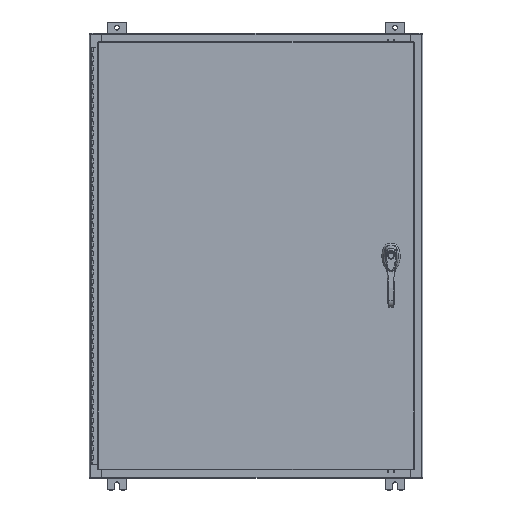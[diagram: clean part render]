
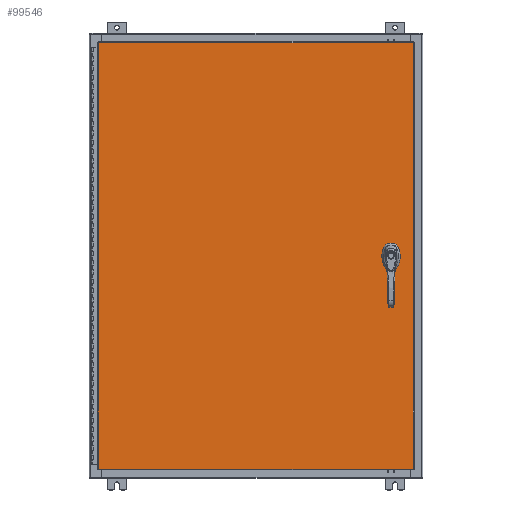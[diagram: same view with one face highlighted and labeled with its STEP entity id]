
A CAD part, top view. The second image highlights one B-rep face of the part: STEP entity #99546.
In plain terms, the highlighted planar face has unit normal (0, 0, 1).
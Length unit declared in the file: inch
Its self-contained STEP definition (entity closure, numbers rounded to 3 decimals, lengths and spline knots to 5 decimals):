
#883 = EDGE_CURVE ( 'NONE', #61155, #41521, #65372, .T. ) ;
#2869 = DIRECTION ( 'NONE',  ( -1., 0., 0. ) ) ;
#3921 = VERTEX_POINT ( 'NONE', #80426 ) ;
#5293 = CARTESIAN_POINT ( 'NONE',  ( 14.77823, -0.403, 0. ) ) ;
#6155 = FACE_BOUND ( 'NONE', #63723, .T. ) ;
#6734 = DIRECTION ( 'NONE',  ( 0., 0., 1. ) ) ;
#6922 = EDGE_LOOP ( 'NONE', ( #128826, #97707, #24262, #122071, #64712, #117087, #12857, #109607 ) ) ;
#7640 = DIRECTION ( 'NONE',  ( 1., 0., 0. ) ) ;
#8318 = DIRECTION ( 'NONE',  ( 1., 0., 0. ) ) ;
#10211 = CARTESIAN_POINT ( 'NONE',  ( 14.77823, 0.403, 0. ) ) ;
#10338 = DIRECTION ( 'NONE',  ( 1., 0., 0. ) ) ;
#10819 = LINE ( 'NONE', #11911, #90410 ) ;
#11876 = EDGE_CURVE ( 'NONE', #41132, #124020, #103745, .T. ) ;
#11911 = CARTESIAN_POINT ( 'NONE',  ( 0., 0.403, 0. ) ) ;
#12195 = VERTEX_POINT ( 'NONE', #106895 ) ;
#12362 = DIRECTION ( 'NONE',  ( 1., 0., 0. ) ) ;
#12857 = ORIENTED_EDGE ( 'NONE', *, *, #62783, .F. ) ;
#14398 = AXIS2_PLACEMENT_3D ( 'NONE', #134579, #72496, #10338 ) ;
#14905 = EDGE_CURVE ( 'NONE', #116384, #95105, #67609, .T. ) ;
#16843 = ORIENTED_EDGE ( 'NONE', *, *, #131695, .T. ) ;
#17893 = VECTOR ( 'NONE', #21759, 39.37008 ) ;
#18120 = VECTOR ( 'NONE', #130661, 39.37008 ) ;
#19924 = AXIS2_PLACEMENT_3D ( 'NONE', #34948, #107517, #45446 ) ;
#20550 = CARTESIAN_POINT ( 'NONE',  ( 14.981, -0.20023, 0. ) ) ;
#21378 = CIRCLE ( 'NONE', #80277, 0.45 ) ;
#21759 = DIRECTION ( 'NONE',  ( 0., -1., 0. ) ) ;
#22382 = DIRECTION ( 'NONE',  ( -1., 0., 0. ) ) ;
#23394 = EDGE_CURVE ( 'NONE', #95105, #65739, #69519, .T. ) ;
#24262 = ORIENTED_EDGE ( 'NONE', *, *, #99492, .F. ) ;
#26230 = CARTESIAN_POINT ( 'NONE',  ( 14.981, 0.20023, 0. ) ) ;
#30557 = VERTEX_POINT ( 'NONE', #5293 ) ;
#34948 = CARTESIAN_POINT ( 'NONE',  ( 14.578, -1.338, 0. ) ) ;
#37017 = FACE_OUTER_BOUND ( 'NONE', #50247, .T. ) ;
#37639 = EDGE_CURVE ( 'NONE', #30557, #124020, #121395, .T. ) ;
#37789 = VECTOR ( 'NONE', #84915, 39.37008 ) ;
#38377 = CARTESIAN_POINT ( 'NONE',  ( 14.578, 0., 0. ) ) ;
#39050 = DIRECTION ( 'NONE',  ( 0., -1., 0. ) ) ;
#41132 = VERTEX_POINT ( 'NONE', #26230 ) ;
#41325 = EDGE_CURVE ( 'NONE', #41132, #113285, #49259, .T. ) ;
#41521 = VERTEX_POINT ( 'NONE', #51611 ) ;
#44129 = PLANE ( 'NONE',  #45456 ) ;
#44853 = CARTESIAN_POINT ( 'NONE',  ( 16.9903, 23.0063, 0. ) ) ;
#45446 = DIRECTION ( 'NONE',  ( 1., 0., 0. ) ) ;
#45456 = AXIS2_PLACEMENT_3D ( 'NONE', #106221, #64999, #2869 ) ;
#46296 = CARTESIAN_POINT ( 'NONE',  ( -16.9903, -23.0063, 0. ) ) ;
#48836 = DIRECTION ( 'NONE',  ( 1., 0., 0. ) ) ;
#49259 = CIRCLE ( 'NONE', #71018, 0.45 ) ;
#50247 = EDGE_LOOP ( 'NONE', ( #120468, #115023, #75147, #16843 ) ) ;
#51611 = CARTESIAN_POINT ( 'NONE',  ( 16.9903, -23.0063, 0. ) ) ;
#55957 = CARTESIAN_POINT ( 'NONE',  ( 14.175, 0., 0. ) ) ;
#60561 = VERTEX_POINT ( 'NONE', #111290 ) ;
#61155 = VERTEX_POINT ( 'NONE', #66492 ) ;
#61416 = VECTOR ( 'NONE', #12362, 39.37008 ) ;
#62783 = EDGE_CURVE ( 'NONE', #113285, #116384, #10819, .T. ) ;
#63723 = EDGE_LOOP ( 'NONE', ( #102970, #125118 ) ) ;
#64332 = CARTESIAN_POINT ( 'NONE',  ( 14.175, -0.20023, 0. ) ) ;
#64712 = ORIENTED_EDGE ( 'NONE', *, *, #23394, .F. ) ;
#64999 = DIRECTION ( 'NONE',  ( 0., 0., -1. ) ) ;
#65372 = LINE ( 'NONE', #46296, #37789 ) ;
#65739 = VERTEX_POINT ( 'NONE', #64332 ) ;
#66492 = CARTESIAN_POINT ( 'NONE',  ( -16.9903, -23.0063, 0. ) ) ;
#66589 = CARTESIAN_POINT ( 'NONE',  ( 14.37777, -0.403, 0. ) ) ;
#66675 = VERTEX_POINT ( 'NONE', #44853 ) ;
#67609 = CIRCLE ( 'NONE', #94659, 0.45 ) ;
#68902 = CARTESIAN_POINT ( 'NONE',  ( 14.578, 0., 0. ) ) ;
#69519 = LINE ( 'NONE', #55957, #118119 ) ;
#69806 = DIRECTION ( 'NONE',  ( 0., 0., 1. ) ) ;
#70465 = CIRCLE ( 'NONE', #120789, 0.1715 ) ;
#70471 = DIRECTION ( 'NONE',  ( 0., 0., 1. ) ) ;
#71018 = AXIS2_PLACEMENT_3D ( 'NONE', #131864, #69806, #7640 ) ;
#71898 = EDGE_CURVE ( 'NONE', #12195, #3921, #113427, .T. ) ;
#72496 = DIRECTION ( 'NONE',  ( 0., 0., 1. ) ) ;
#72698 = VERTEX_POINT ( 'NONE', #66589 ) ;
#73670 = EDGE_CURVE ( 'NONE', #3921, #12195, #70465, .T. ) ;
#74549 = CARTESIAN_POINT ( 'NONE',  ( 0., -0.403, 0. ) ) ;
#75147 = ORIENTED_EDGE ( 'NONE', *, *, #133782, .T. ) ;
#76193 = VECTOR ( 'NONE', #39050, 39.37008 ) ;
#76548 = LINE ( 'NONE', #79041, #18120 ) ;
#79041 = CARTESIAN_POINT ( 'NONE',  ( 16.9903, -23.0063, 0. ) ) ;
#79347 = DIRECTION ( 'NONE',  ( 1., 0., 0. ) ) ;
#80277 = AXIS2_PLACEMENT_3D ( 'NONE', #68902, #6734, #79347 ) ;
#80346 = CARTESIAN_POINT ( 'NONE',  ( 14.981, 0., 0. ) ) ;
#80426 = CARTESIAN_POINT ( 'NONE',  ( 14.4065, -1.338, 0. ) ) ;
#84915 = DIRECTION ( 'NONE',  ( 1., 0., 0. ) ) ;
#85695 = FACE_BOUND ( 'NONE', #6922, .T. ) ;
#90410 = VECTOR ( 'NONE', #22382, 39.37008 ) ;
#94297 = CARTESIAN_POINT ( 'NONE',  ( -16.9903, 23.0063, 0. ) ) ;
#94659 = AXIS2_PLACEMENT_3D ( 'NONE', #38377, #110893, #48836 ) ;
#95105 = VERTEX_POINT ( 'NONE', #121576 ) ;
#97248 = VECTOR ( 'NONE', #104401, 39.37008 ) ;
#97707 = ORIENTED_EDGE ( 'NONE', *, *, #37639, .F. ) ;
#99492 = EDGE_CURVE ( 'NONE', #72698, #30557, #116516, .T. ) ;
#99546 = ADVANCED_FACE ( 'NONE', ( #6155, #37017, #85695 ), #44129, .F. ) ;
#102970 = ORIENTED_EDGE ( 'NONE', *, *, #71898, .F. ) ;
#103745 = LINE ( 'NONE', #80346, #76193 ) ;
#103881 = LINE ( 'NONE', #94297, #17893 ) ;
#104401 = DIRECTION ( 'NONE',  ( -1., 0., 0. ) ) ;
#104553 = CARTESIAN_POINT ( 'NONE',  ( 14.37777, 0.403, 0. ) ) ;
#106221 = CARTESIAN_POINT ( 'NONE',  ( 0., 0., 0. ) ) ;
#106895 = CARTESIAN_POINT ( 'NONE',  ( 14.7495, -1.338, 0. ) ) ;
#107517 = DIRECTION ( 'NONE',  ( 0., 0., 1. ) ) ;
#109607 = ORIENTED_EDGE ( 'NONE', *, *, #41325, .F. ) ;
#110893 = DIRECTION ( 'NONE',  ( 0., 0., 1. ) ) ;
#111290 = CARTESIAN_POINT ( 'NONE',  ( -16.9903, 23.0063, 0. ) ) ;
#112642 = EDGE_CURVE ( 'NONE', #65739, #72698, #21378, .T. ) ;
#113285 = VERTEX_POINT ( 'NONE', #10211 ) ;
#113427 = CIRCLE ( 'NONE', #19924, 0.1715 ) ;
#115023 = ORIENTED_EDGE ( 'NONE', *, *, #120123, .T. ) ;
#116384 = VERTEX_POINT ( 'NONE', #104553 ) ;
#116516 = LINE ( 'NONE', #74549, #61416 ) ;
#117087 = ORIENTED_EDGE ( 'NONE', *, *, #14905, .F. ) ;
#118119 = VECTOR ( 'NONE', #128413, 39.37008 ) ;
#120123 = EDGE_CURVE ( 'NONE', #41521, #66675, #76548, .T. ) ;
#120468 = ORIENTED_EDGE ( 'NONE', *, *, #883, .T. ) ;
#120789 = AXIS2_PLACEMENT_3D ( 'NONE', #132533, #70471, #8318 ) ;
#121395 = CIRCLE ( 'NONE', #14398, 0.45 ) ;
#121576 = CARTESIAN_POINT ( 'NONE',  ( 14.175, 0.20023, 0. ) ) ;
#122071 = ORIENTED_EDGE ( 'NONE', *, *, #112642, .F. ) ;
#124020 = VERTEX_POINT ( 'NONE', #20550 ) ;
#125118 = ORIENTED_EDGE ( 'NONE', *, *, #73670, .F. ) ;
#125215 = CARTESIAN_POINT ( 'NONE',  ( 16.9903, 23.0063, 0. ) ) ;
#128033 = LINE ( 'NONE', #125215, #97248 ) ;
#128413 = DIRECTION ( 'NONE',  ( 0., -1., 0. ) ) ;
#128826 = ORIENTED_EDGE ( 'NONE', *, *, #11876, .T. ) ;
#130661 = DIRECTION ( 'NONE',  ( 0., 1., 0. ) ) ;
#131695 = EDGE_CURVE ( 'NONE', #60561, #61155, #103881, .T. ) ;
#131864 = CARTESIAN_POINT ( 'NONE',  ( 14.578, 0., 0. ) ) ;
#132533 = CARTESIAN_POINT ( 'NONE',  ( 14.578, -1.338, 0. ) ) ;
#133782 = EDGE_CURVE ( 'NONE', #66675, #60561, #128033, .T. ) ;
#134579 = CARTESIAN_POINT ( 'NONE',  ( 14.578, 0., 0. ) ) ;
